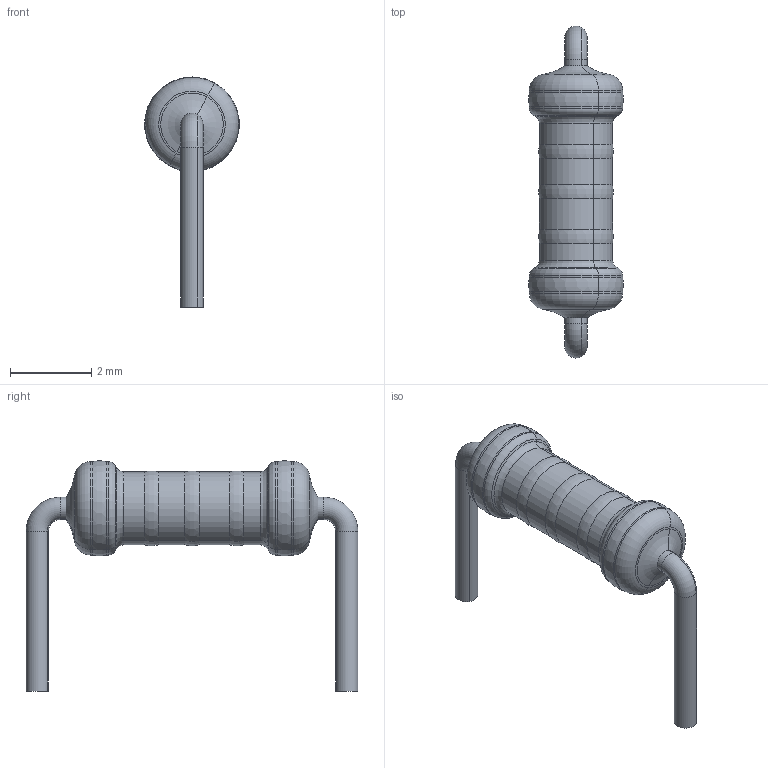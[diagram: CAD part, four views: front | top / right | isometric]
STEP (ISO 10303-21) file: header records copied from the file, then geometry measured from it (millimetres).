
FILE_DESCRIPTION(('CATIA V5 STEP Exchange'),'2;1');
FILE_NAME('Resistor_10K Ohm_tol1pct_0,25W__07,62.stp','2020-11-21T21:02:07+00:00',('none'),('none'),'CATIA Version 5 Release 19 SP 9 (IN-10)','CATIA V5 STEP AP214','none');
FILE_SCHEMA(('AUTOMOTIVE_DESIGN { 1 0 10303 214 1 1 1 1 }'));
Length unit declared in the file: millimetre
Products named in the file (1): Resistor_10K Ohm_tol1pct_0,25W__07,62
Bounding box: 2.32 x 8.17 x 5.67 mm (x, y, z)
Volume: 20.4 mm3; surface area: 104.1 mm2
Topology: 7 solids, 7 shells, 64 faces, 128 edges, 66 vertices
Faces by surface type: torus 30, cylinder 24, cone 8, plane 2
Entity records: 1468 total; most frequent: ORIENTED_EDGE 256, CARTESIAN_POINT 227, DIRECTION 192, EDGE_CURVE 128, AXIS2_PLACEMENT_3D 127, CIRCLE 94, VERTEX_POINT 66, ADVANCED_FACE 64
